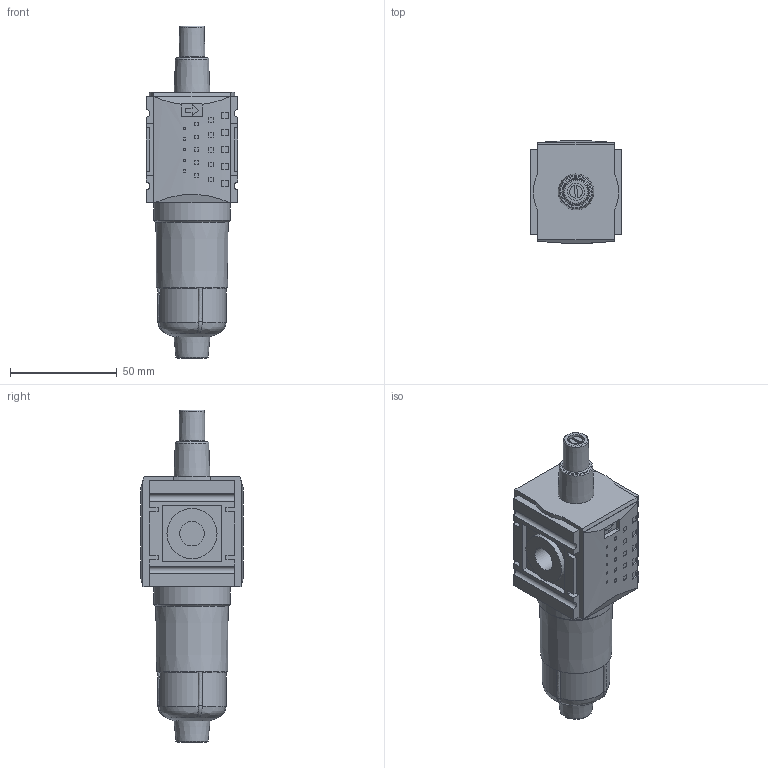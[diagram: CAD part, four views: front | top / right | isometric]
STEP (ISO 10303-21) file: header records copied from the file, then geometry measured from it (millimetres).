
FILE_DESCRIPTION((''),'2;1');
FILE_NAME('KLUB-014.stp','2010-03-02T13:53:30',('DDruske'),(''),'Autodesk Inventor 2009','Autodesk Inventor 2009','');
FILE_SCHEMA(('AUTOMOTIVE_DESIGN { 1 0 10303 214 1 1 1 1 }'));
Length unit declared in the file: millimetre
Products named in the file (1): Bauteil2
Bounding box: 43 x 48.16 x 155.7 mm (x, y, z)
Volume: 158107.3 mm3; surface area: 24965.8 mm2
Topology: 3 solids, 3 shells, 380 faces, 931 edges, 612 vertices
Faces by surface type: plane 246, cylinder 68, bspline 54, cone 8, torus 3, sphere 1
Full cylindrical faces by diameter (mm): 8 x1, 8.4 x1, 11.445 x2, 23.5 x1, 36 x1
Entity records: 12083 total; most frequent: CARTESIAN_POINT 2758, ORIENTED_EDGE 1820, DIRECTION 1780, EDGE_CURVE 910, VERTEX_POINT 612, VECTOR 598, LINE 598, AXIS2_PLACEMENT_3D 591
